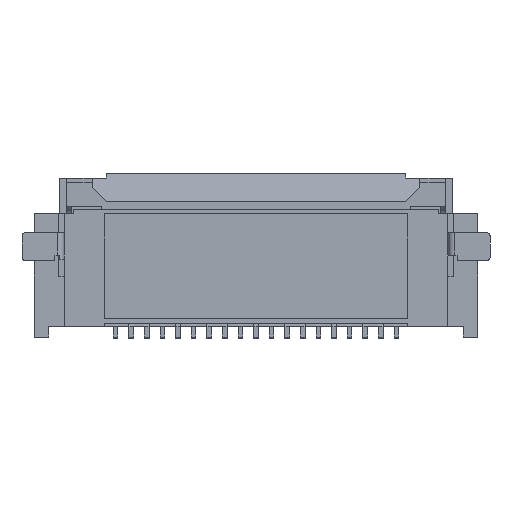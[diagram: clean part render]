
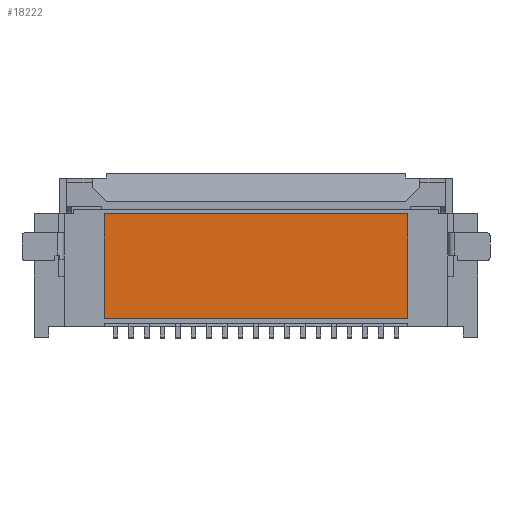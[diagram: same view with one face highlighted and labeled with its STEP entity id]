
A CAD part, front view. The second image highlights one B-rep face of the part: STEP entity #18222.
In plain terms, the highlighted planar face has unit normal (0, -1, 0).
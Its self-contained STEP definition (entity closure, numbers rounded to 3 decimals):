
#1430=DIRECTION('',(0.,0.,-1.));
#1431=VECTOR('',#1430,3.35);
#1432=CARTESIAN_POINT('',(-4.865,0.,2.7));
#1433=LINE('',#1432,#1431);
#1434=DIRECTION('',(1.,0.,0.));
#1435=VECTOR('',#1434,9.73);
#1436=CARTESIAN_POINT('',(-4.865,0.,2.7));
#1437=LINE('',#1436,#1435);
#1438=DIRECTION('',(0.,0.,-1.));
#1439=VECTOR('',#1438,3.35);
#1440=CARTESIAN_POINT('',(4.865,0.,2.7));
#1441=LINE('',#1440,#1439);
#1490=DIRECTION('',(1.,0.,0.));
#1491=VECTOR('',#1490,9.73);
#1492=CARTESIAN_POINT('',(-4.865,0.,-0.65));
#1493=LINE('',#1492,#1491);
#12799=CARTESIAN_POINT('',(-4.865,0.,2.7));
#12800=CARTESIAN_POINT('',(-4.865,0.,-0.65));
#12801=VERTEX_POINT('',#12799);
#12802=VERTEX_POINT('',#12800);
#12803=CARTESIAN_POINT('',(4.865,0.,2.7));
#12804=CARTESIAN_POINT('',(4.865,0.,-0.65));
#12805=VERTEX_POINT('',#12803);
#12806=VERTEX_POINT('',#12804);
#18209=CARTESIAN_POINT('',(-7.1,0.,2.7));
#18210=DIRECTION('',(0.,-1.,0.));
#18211=DIRECTION('',(0.,0.,-1.));
#18212=AXIS2_PLACEMENT_3D('',#18209,#18210,#18211);
#18213=PLANE('',#18212);
#18214=ORIENTED_EDGE('',*,*,#18199,.F.);
#18215=ORIENTED_EDGE('',*,*,#18118,.T.);
#18217=ORIENTED_EDGE('',*,*,#18216,.T.);
#18219=ORIENTED_EDGE('',*,*,#18218,.F.);
#18220=EDGE_LOOP('',(#18214,#18215,#18217,#18219));
#18221=FACE_OUTER_BOUND('',#18220,.F.);
#18222=ADVANCED_FACE('',(#18221),#18213,.T.);
#18118=EDGE_CURVE('',#12801,#12805,#1437,.T.);
#18199=EDGE_CURVE('',#12801,#12802,#1433,.T.);
#18216=EDGE_CURVE('',#12805,#12806,#1441,.T.);
#18218=EDGE_CURVE('',#12802,#12806,#1493,.T.);
